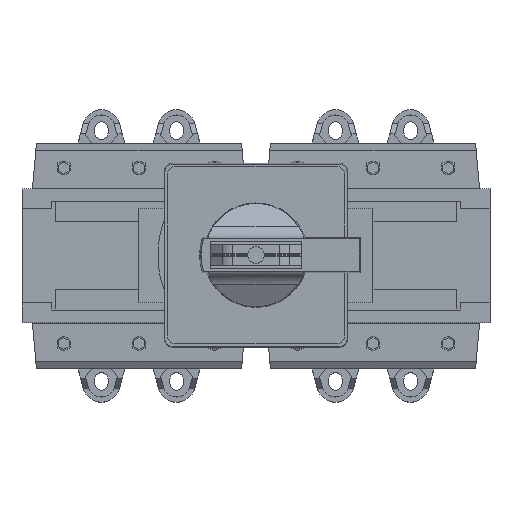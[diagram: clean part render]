
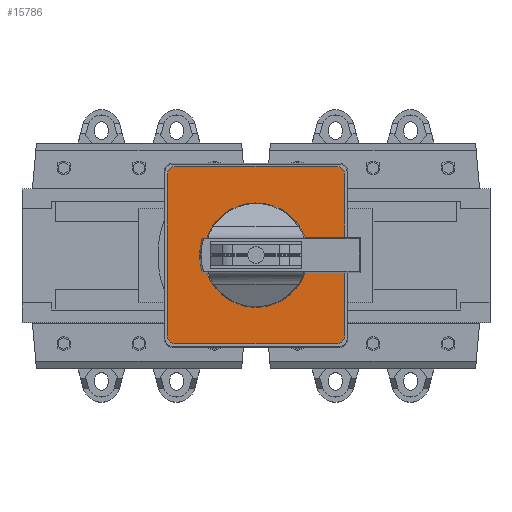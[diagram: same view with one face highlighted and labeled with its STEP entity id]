
A CAD part, top view. The second image highlights one B-rep face of the part: STEP entity #15786.
In plain terms, the highlighted planar face has unit normal (0, 0, 1).
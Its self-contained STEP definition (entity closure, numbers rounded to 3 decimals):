
#378=CIRCLE('',#16955,4.);
#379=CIRCLE('',#16958,4.);
#380=CIRCLE('',#16961,4.);
#381=CIRCLE('',#16964,4.);
#382=CIRCLE('',#16966,22.311);
#4878=ORIENTED_EDGE('',*,*,#7212,.T.);
#4879=ORIENTED_EDGE('',*,*,#7197,.T.);
#4880=ORIENTED_EDGE('',*,*,#7200,.T.);
#4881=ORIENTED_EDGE('',*,*,#7202,.T.);
#4882=ORIENTED_EDGE('',*,*,#7204,.T.);
#4883=ORIENTED_EDGE('',*,*,#7206,.T.);
#4884=ORIENTED_EDGE('',*,*,#7208,.T.);
#4885=ORIENTED_EDGE('',*,*,#7210,.T.);
#4886=ORIENTED_EDGE('',*,*,#7211,.T.);
#7197=EDGE_CURVE('',#8713,#8712,#10577,.T.);
#7200=EDGE_CURVE('',#8712,#8714,#378,.T.);
#7202=EDGE_CURVE('',#8714,#8715,#10581,.T.);
#7204=EDGE_CURVE('',#8715,#8716,#379,.T.);
#7206=EDGE_CURVE('',#8716,#8717,#10584,.T.);
#7208=EDGE_CURVE('',#8717,#8718,#380,.T.);
#7210=EDGE_CURVE('',#8718,#8719,#10587,.T.);
#7211=EDGE_CURVE('',#8719,#8713,#381,.T.);
#7212=EDGE_CURVE('',#8720,#8720,#382,.T.);
#8712=VERTEX_POINT('',#25716);
#8713=VERTEX_POINT('',#25718);
#8714=VERTEX_POINT('',#25722);
#8715=VERTEX_POINT('',#25726);
#8716=VERTEX_POINT('',#25730);
#8717=VERTEX_POINT('',#25734);
#8718=VERTEX_POINT('',#25738);
#8719=VERTEX_POINT('',#25742);
#8720=VERTEX_POINT('',#25748);
#10577=LINE('',#25717,#12451);
#10581=LINE('',#25727,#12455);
#10584=LINE('',#25735,#12458);
#10587=LINE('',#25743,#12461);
#12451=VECTOR('',#21110,1000.);
#12455=VECTOR('',#21120,1000.);
#12458=VECTOR('',#21129,1000.);
#12461=VECTOR('',#21138,1000.);
#13369=EDGE_LOOP('',(#4878));
#13370=EDGE_LOOP('',(#4879,#4880,#4881,#4882,#4883,#4884,#4885,#4886));
#14289=FACE_BOUND('',#13369,.T.);
#14290=FACE_BOUND('',#13370,.T.);
#14969=PLANE('',#16965);
#15786=ADVANCED_FACE('',(#14289,#14290),#14969,.T.);
#16955=AXIS2_PLACEMENT_3D('',#25723,#21115,#21116);
#16958=AXIS2_PLACEMENT_3D('',#25731,#21124,#21125);
#16961=AXIS2_PLACEMENT_3D('',#25739,#21133,#21134);
#16964=AXIS2_PLACEMENT_3D('',#25745,#21141,#21142);
#16965=AXIS2_PLACEMENT_3D('',#25746,#21143,#21144);
#16966=AXIS2_PLACEMENT_3D('',#25747,#21145,#21146);
#21110=DIRECTION('',(0.,-1.,0.));
#21115=DIRECTION('',(0.,0.,1.));
#21116=DIRECTION('',(1.,0.,0.));
#21120=DIRECTION('',(1.,0.,0.));
#21124=DIRECTION('',(0.,0.,1.));
#21125=DIRECTION('',(1.,0.,0.));
#21129=DIRECTION('',(0.,1.,0.));
#21133=DIRECTION('',(0.,0.,1.));
#21134=DIRECTION('',(1.,0.,0.));
#21138=DIRECTION('',(-1.,0.,0.));
#21141=DIRECTION('',(0.,0.,1.));
#21142=DIRECTION('',(1.,0.,0.));
#21143=DIRECTION('',(0.,0.,1.));
#21144=DIRECTION('',(1.,0.,0.));
#21145=DIRECTION('',(0.,0.,-1.));
#21146=DIRECTION('',(-1.,0.,0.));
#25716=CARTESIAN_POINT('',(69.5,15.5,232.3));
#25717=CARTESIAN_POINT('',(69.5,92.5,232.3));
#25718=CARTESIAN_POINT('',(69.5,92.5,232.3));
#25722=CARTESIAN_POINT('',(73.5,11.5,232.3));
#25723=CARTESIAN_POINT('',(73.5,15.5,232.3));
#25726=CARTESIAN_POINT('',(150.5,11.5,232.3));
#25727=CARTESIAN_POINT('',(73.5,11.5,232.3));
#25730=CARTESIAN_POINT('',(154.5,15.5,232.3));
#25731=CARTESIAN_POINT('',(150.5,15.5,232.3));
#25734=CARTESIAN_POINT('',(154.5,92.5,232.3));
#25735=CARTESIAN_POINT('',(154.5,15.5,232.3));
#25738=CARTESIAN_POINT('',(150.5,96.5,232.3));
#25739=CARTESIAN_POINT('',(150.5,92.5,232.3));
#25742=CARTESIAN_POINT('',(73.5,96.5,232.3));
#25743=CARTESIAN_POINT('',(150.5,96.5,232.3));
#25745=CARTESIAN_POINT('',(73.5,92.5,232.3));
#25746=CARTESIAN_POINT('',(73.5,15.5,232.3));
#25747=CARTESIAN_POINT('',(112.,54.,232.3));
#25748=CARTESIAN_POINT('',(89.69,54.,232.3));
